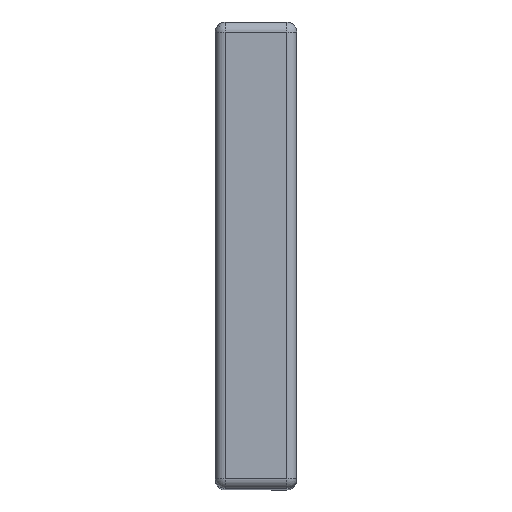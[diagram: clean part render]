
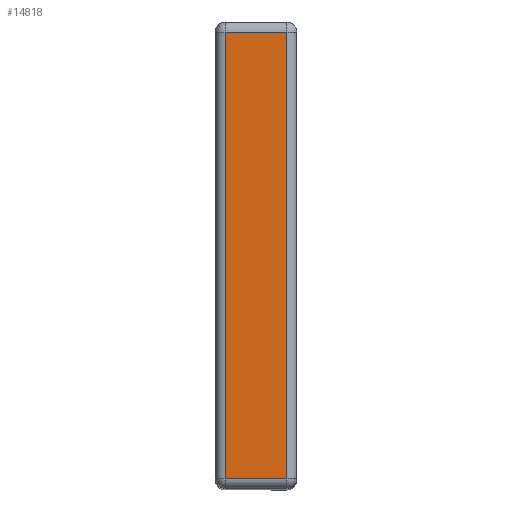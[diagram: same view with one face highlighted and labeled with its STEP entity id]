
A CAD part, top view. The second image highlights one B-rep face of the part: STEP entity #14818.
In plain terms, the highlighted face is planar.
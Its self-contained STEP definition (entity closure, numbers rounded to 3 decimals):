
#14481=CARTESIAN_POINT('',(10.5,76.5,-4.0));
#14482=VERTEX_POINT('',#14481);
#14490=CARTESIAN_POINT('',(-10.5,76.5,-4.0));
#14491=VERTEX_POINT('',#14490);
#14492=CARTESIAN_POINT('',(10.5,76.5,-4.0));
#14493=DIRECTION('',(-1.0,0.0,0.0));
#14494=VECTOR('',#14493,21.);
#14495=LINE('',#14492,#14494);
#14496=EDGE_CURVE('',#14482,#14491,#14495,.T.);
#14530=CARTESIAN_POINT('',(-10.5,-76.5,-4.0));
#14531=VERTEX_POINT('',#14530);
#14532=CARTESIAN_POINT('',(-10.5,76.5,-4.0));
#14533=DIRECTION('',(0.0,-1.0,0.0));
#14534=VECTOR('',#14533,153.0);
#14535=LINE('',#14532,#14534);
#14536=EDGE_CURVE('',#14491,#14531,#14535,.T.);
#14570=CARTESIAN_POINT('',(10.5,-76.5,-4.0));
#14571=VERTEX_POINT('',#14570);
#14572=CARTESIAN_POINT('',(-10.5,-76.5,-4.0));
#14573=DIRECTION('',(1.0,0.0,0.0));
#14574=VECTOR('',#14573,21.);
#14575=LINE('',#14572,#14574);
#14576=EDGE_CURVE('',#14531,#14571,#14575,.T.);
#14627=CARTESIAN_POINT('',(10.5,-76.5,-4.0));
#14628=DIRECTION('',(0.0,1.0,0.0));
#14629=VECTOR('',#14628,153.0);
#14630=LINE('',#14627,#14629);
#14631=EDGE_CURVE('',#14571,#14482,#14630,.T.);
#14807=CARTESIAN_POINT('',(0.0,0.,-4.0));
#14808=DIRECTION('',(0.0,0.0,1.0));
#14809=DIRECTION('',(1.0,0.0,0.0));
#14810=AXIS2_PLACEMENT_3D('',#14807,#14808,#14809);
#14811=PLANE('',#14810);
#14812=ORIENTED_EDGE('',*,*,#14496,.F.);
#14813=ORIENTED_EDGE('',*,*,#14631,.F.);
#14814=ORIENTED_EDGE('',*,*,#14576,.F.);
#14815=ORIENTED_EDGE('',*,*,#14536,.F.);
#14816=EDGE_LOOP('',(#14812,#14813,#14814,#14815));
#14817=FACE_OUTER_BOUND('',#14816,.T.);
#14818=ADVANCED_FACE('',(#14817),#14811,.F.);
